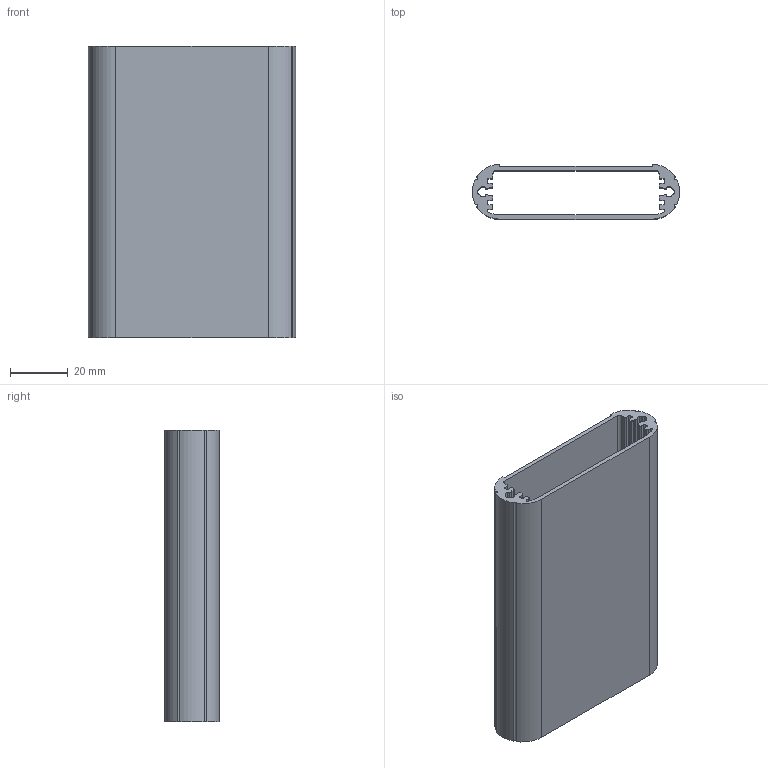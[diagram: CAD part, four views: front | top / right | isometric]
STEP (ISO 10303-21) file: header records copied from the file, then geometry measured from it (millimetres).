
FILE_DESCRIPTION(('FreeCAD Model'),'2;1');
FILE_NAME('1455B1002_open.stp', '2021-02-16T12:56:47',('Author'),(''), 'Open CASCADE STEP processor 7.5','FreeCAD','Unknown');
FILE_SCHEMA(('AUTOMOTIVE_DESIGN { 1 0 10303 214 1 1 1 1 }'));
Length unit declared in the file: millimetre
Products named in the file (1): 1455B100
Bounding box: 71.74 x 19 x 101 mm (x, y, z)
Volume: 32641.8 mm3; surface area: 36270.8 mm2
Topology: 1 solids, 1 shells, 102 faces, 300 edges, 200 vertices
Faces by surface type: cylinder 68, plane 34
Entity records: 7589 total; most frequent: CARTESIAN_POINT 1611, DIRECTION 1174, LINE 628, VECTOR 628, ORIENTED_EDGE 600, PCURVE 600, DEFINITIONAL_REPRESENTATION 600, EDGE_CURVE 300
